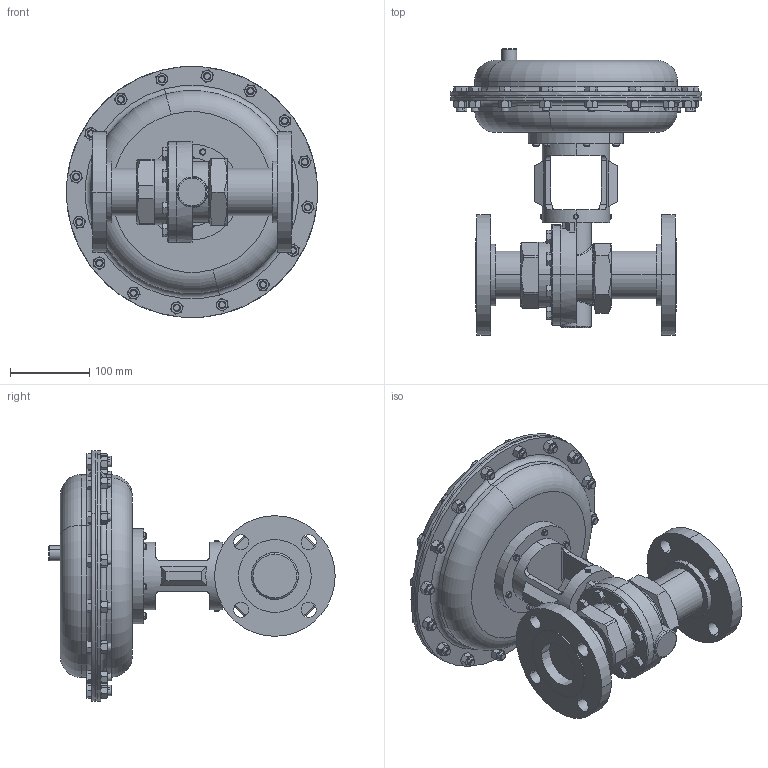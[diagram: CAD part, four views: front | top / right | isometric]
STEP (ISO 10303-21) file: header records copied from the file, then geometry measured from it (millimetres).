
FILE_DESCRIPTION (( 'STEP AP203' ), '1' );
FILE_NAME ('70-200-DI+BR-F5-55M.STEP', '2017-08-31T18:53:33', ( '' ), ( '' ), 'SwSTEP 2.0', 'SolidWorks 2014', '' );
FILE_SCHEMA (( 'CONFIG_CONTROL_DESIGN' ));
Length unit declared in the file: inch
Products named in the file (1): 70-200-DI+BR-F5-55M
Bounding box: 317.5 x 361.82 x 317.5 mm (x, y, z)
Volume: 7037346.5 mm3; surface area: 444198.3 mm2
Topology: 3 solids, 3 shells, 1044 faces, 2415 edges, 1466 vertices
Faces by surface type: plane 429, cone 405, cylinder 141, bspline 51, torus 18
Entity records: 44975 total; most frequent: CARTESIAN_POINT 22626, ORIENTED_EDGE 4830, DIRECTION 4243, EDGE_CURVE 2415, AXIS2_PLACEMENT_3D 1707, VERTEX_POINT 1466, EDGE_LOOP 1155, ADVANCED_FACE 1044
